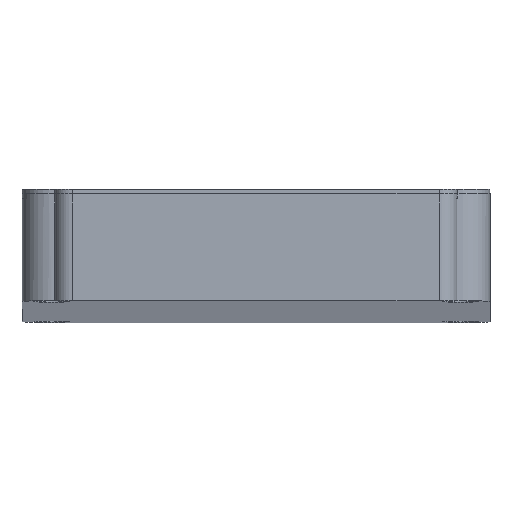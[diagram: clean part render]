
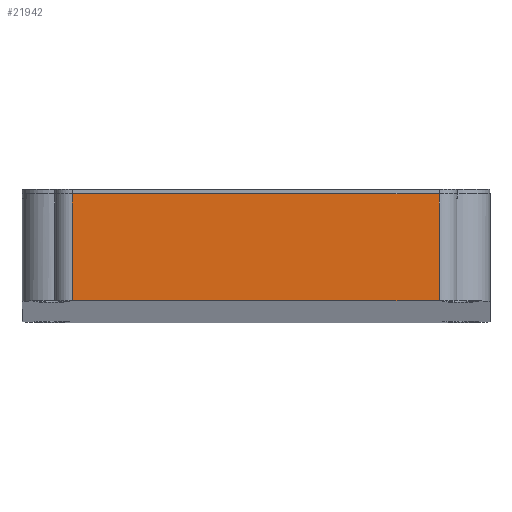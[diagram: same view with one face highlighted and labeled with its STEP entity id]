
A CAD part, front view. The second image highlights one B-rep face of the part: STEP entity #21942.
In plain terms, the highlighted planar face has unit normal (0, -1, 0).
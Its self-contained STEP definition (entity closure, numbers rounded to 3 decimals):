
#1361=PLANE('',#22592);
#1636=FACE_OUTER_BOUND('',#2195,.T.);
#2195=EDGE_LOOP('',(#16729,#16730,#16731,#16732));
#3087=LINE('',#29135,#5777);
#3089=LINE('',#29141,#5779);
#3103=LINE('',#29187,#5793);
#3104=LINE('',#29188,#5794);
#5777=VECTOR('',#23873,10.);
#5779=VECTOR('',#23879,10.);
#5793=VECTOR('',#23913,10.);
#5794=VECTOR('',#23914,10.);
#9335=VERTEX_POINT('',#29132);
#9336=VERTEX_POINT('',#29134);
#9338=VERTEX_POINT('',#29140);
#9360=VERTEX_POINT('',#29186);
#12813=EDGE_CURVE('',#9335,#9336,#3087,.T.);
#12816=EDGE_CURVE('',#9338,#9336,#3089,.T.);
#12839=EDGE_CURVE('',#9335,#9360,#3103,.T.);
#12840=EDGE_CURVE('',#9338,#9360,#3104,.T.);
#16729=ORIENTED_EDGE('',*,*,#12813,.F.);
#16730=ORIENTED_EDGE('',*,*,#12839,.T.);
#16731=ORIENTED_EDGE('',*,*,#12840,.F.);
#16732=ORIENTED_EDGE('',*,*,#12816,.T.);
#21942=ADVANCED_FACE('',(#1636),#1361,.T.);
#22592=AXIS2_PLACEMENT_3D('',#29185,#23911,#23912);
#23873=DIRECTION('',(0.,0.,1.));
#23879=DIRECTION('',(-1.,0.,0.));
#23911=DIRECTION('center_axis',(0.,-1.,0.));
#23912=DIRECTION('ref_axis',(0.,0.,-1.));
#23913=DIRECTION('',(1.,0.,0.));
#23914=DIRECTION('',(0.,0.,-1.));
#29132=CARTESIAN_POINT('',(-51.,-60.36,-5.));
#29134=CARTESIAN_POINT('',(-51.,-60.36,13.));
#29135=CARTESIAN_POINT('',(-51.,-60.36,6.5));
#29140=CARTESIAN_POINT('',(10.9,-60.36,13.));
#29141=CARTESIAN_POINT('',(19.5,-60.36,13.));
#29185=CARTESIAN_POINT('Origin',(-59.5,-60.36,0.));
#29186=CARTESIAN_POINT('',(10.9,-60.36,-5.));
#29187=CARTESIAN_POINT('',(-39.75,-60.36,-5.));
#29188=CARTESIAN_POINT('',(10.9,-60.36,-2.5));
